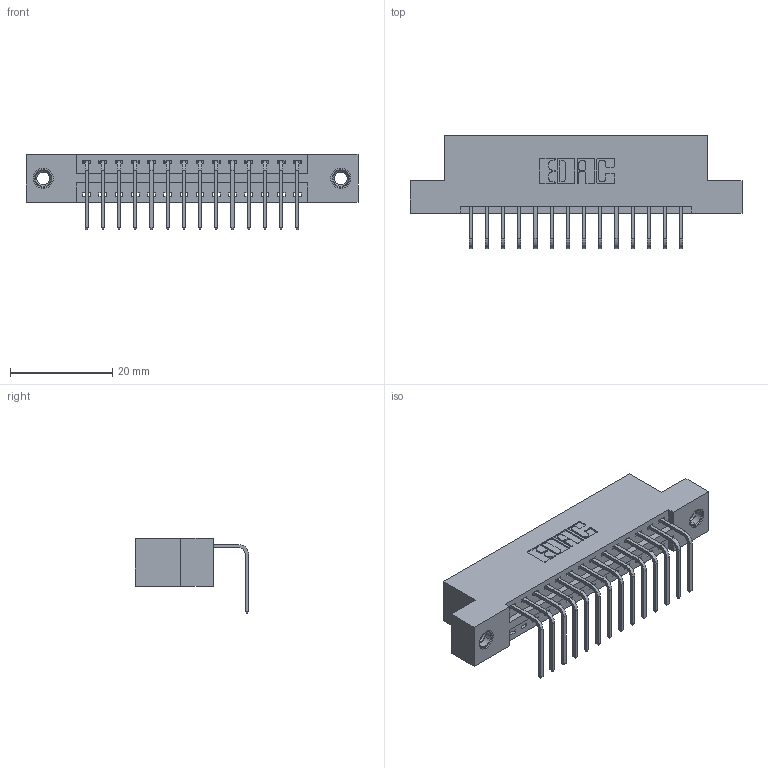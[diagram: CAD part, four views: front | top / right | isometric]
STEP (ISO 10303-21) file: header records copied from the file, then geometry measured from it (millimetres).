
FILE_DESCRIPTION (( 'STEP AP203' ), '1' );
FILE_NAME ('396-014-558-107.STEP', '2019-11-01T05:42:26', ( '' ), ( '' ), 'SwSTEP 2.0', 'SolidWorks 2016', '' );
FILE_SCHEMA (( 'CONFIG_CONTROL_DESIGN' ));
Length unit declared in the file: inch
Products named in the file (4): 346 Part_Flush Mounting Lugs - 0.156 Dia-TI; 345-292-001_558 Tail - 2; 345-250-001_345-250-005-103; 396-014-558-107
Assembly tree (17 placements, depth 2):
  396-014-558-107
    346 Part_Flush Mounting Lugs - 0.156 Dia-TI
    345-292-001_558 Tail - 2  x14
    345-250-001_345-250-005-103  x2
Bounding box: 65.02 x 22.16 x 14.73 mm (x, y, z)
Volume: 6064.4 mm3; surface area: 7590.5 mm2
Topology: 17 solids, 17 shells, 1022 faces, 3013 edges, 1982 vertices
Faces by surface type: plane 696, cylinder 310, cone 12, torus 4
Entity records: 13728 total; most frequent: CARTESIAN_POINT 2345, ORIENTED_EDGE 2286, DIRECTION 2129, EDGE_CURVE 1143, VECTOR 935, LINE 935, VERTEX_POINT 756, AXIS2_PLACEMENT_3D 597
